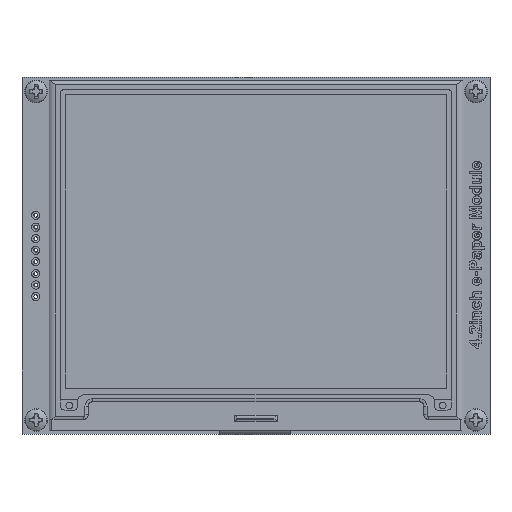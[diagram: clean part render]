
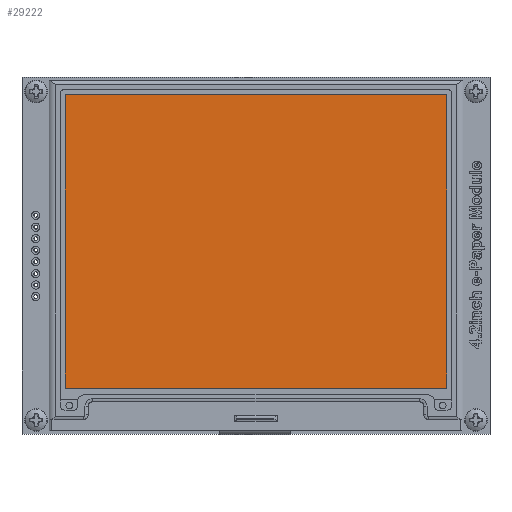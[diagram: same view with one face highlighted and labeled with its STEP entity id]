
A CAD part, top view. The second image highlights one B-rep face of the part: STEP entity #29222.
In plain terms, the highlighted face is planar.
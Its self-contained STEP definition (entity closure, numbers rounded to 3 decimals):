
#2575=PLANE('',#30956);
#3892=FACE_OUTER_BOUND('',#5587,.T.);
#5587=EDGE_LOOP('',(#21086,#21087,#21088,#21089,#21090,#21091));
#7668=LINE('',#39056,#10382);
#7669=LINE('',#39058,#10383);
#7670=LINE('',#39060,#10384);
#7671=LINE('',#39062,#10385);
#7672=LINE('',#39064,#10386);
#7673=LINE('',#39065,#10387);
#10382=VECTOR('',#32861,10.);
#10383=VECTOR('',#32862,1000.);
#10384=VECTOR('',#32863,1000.);
#10385=VECTOR('',#32864,10.);
#10386=VECTOR('',#32865,1000.);
#10387=VECTOR('',#32866,1000.);
#13191=VERTEX_POINT('',#39054);
#13192=VERTEX_POINT('',#39055);
#13193=VERTEX_POINT('',#39057);
#13194=VERTEX_POINT('',#39059);
#13195=VERTEX_POINT('',#39061);
#13196=VERTEX_POINT('',#39063);
#16252=EDGE_CURVE('',#13191,#13192,#7668,.T.);
#16253=EDGE_CURVE('',#13192,#13193,#7669,.T.);
#16254=EDGE_CURVE('',#13193,#13194,#7670,.T.);
#16255=EDGE_CURVE('',#13194,#13195,#7671,.T.);
#16256=EDGE_CURVE('',#13196,#13195,#7672,.T.);
#16257=EDGE_CURVE('',#13191,#13196,#7673,.T.);
#21086=ORIENTED_EDGE('',*,*,#16252,.T.);
#21087=ORIENTED_EDGE('',*,*,#16253,.T.);
#21088=ORIENTED_EDGE('',*,*,#16254,.T.);
#21089=ORIENTED_EDGE('',*,*,#16255,.T.);
#21090=ORIENTED_EDGE('',*,*,#16256,.F.);
#21091=ORIENTED_EDGE('',*,*,#16257,.F.);
#29222=ADVANCED_FACE('',(#3892),#2575,.F.);
#30956=AXIS2_PLACEMENT_3D('',#39053,#32859,#32860);
#32859=DIRECTION('center_axis',(0.,-1.,0.));
#32860=DIRECTION('ref_axis',(0.,0.,
1.));
#32861=DIRECTION('',(1.,0.,0.));
#32862=DIRECTION('',(0.,0.,-1.));
#32863=DIRECTION('',(0.,0.,-1.));
#32864=DIRECTION('',(-1.,0.,0.));
#32865=DIRECTION('',(0.,0.,-1.));
#32866=DIRECTION('',(0.,0.,-1.));
#39053=CARTESIAN_POINT('Origin',(0.,1.27,0.));
#39054=CARTESIAN_POINT('',(-41.967,1.27,30.121));
#39055=CARTESIAN_POINT('',(41.967,1.27,30.121));
#39056=CARTESIAN_POINT('',(8.5,1.27,30.121));
#39057=CARTESIAN_POINT('',(41.967,1.269,0.));
#39058=CARTESIAN_POINT('',(41.967,1.27,30.121));
#39059=CARTESIAN_POINT('',(41.967,1.267,-34.461));
#39060=CARTESIAN_POINT('',(41.967,1.267,32.121));
#39061=CARTESIAN_POINT('',(-41.967,1.267,-34.461));
#39062=CARTESIAN_POINT('',(-8.5,1.267,-34.461));
#39063=CARTESIAN_POINT('',(-41.967,1.269,0.));
#39064=CARTESIAN_POINT('',(-41.967,1.267,32.121));
#39065=CARTESIAN_POINT('',(-41.967,1.27,30.121));
